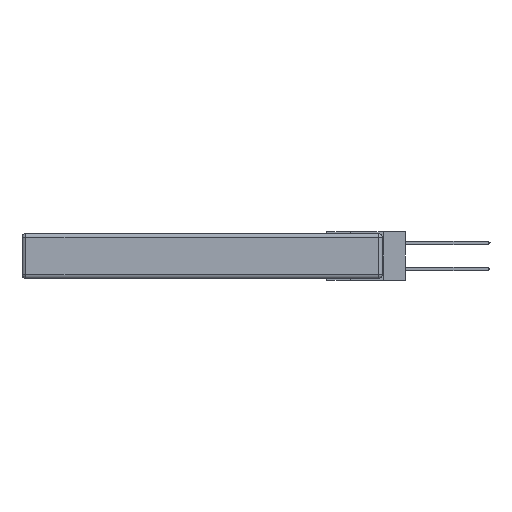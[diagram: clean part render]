
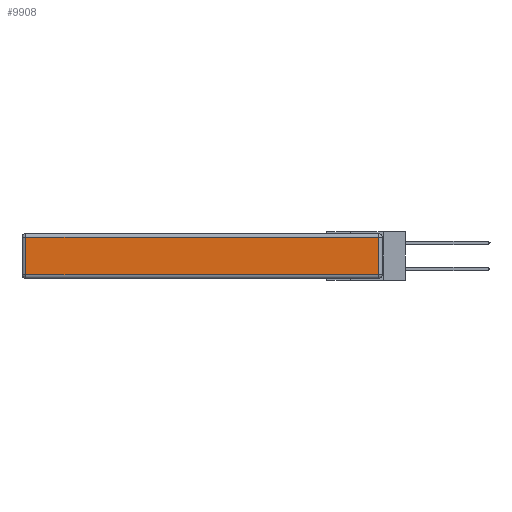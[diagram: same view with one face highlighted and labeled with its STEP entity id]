
A CAD part, left-side view. The second image highlights one B-rep face of the part: STEP entity #9908.
In plain terms, the highlighted planar face has unit normal (-1, 0, 0).
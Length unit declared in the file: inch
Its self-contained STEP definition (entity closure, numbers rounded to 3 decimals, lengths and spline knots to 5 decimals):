
#1154 = CARTESIAN_POINT ( 'NONE',  ( 0., 0.03, -0.343 ) ) ;
#2181 = CARTESIAN_POINT ( 'NONE',  ( 0., 0., -0.343 ) ) ;
#2255 = VERTEX_POINT ( 'NONE', #17705 ) ;
#4037 = DIRECTION ( 'NONE',  ( 0., 1., 0. ) ) ;
#4996 = ORIENTED_EDGE ( 'NONE', *, *, #15082, .T. ) ;
#7503 = CARTESIAN_POINT ( 'NONE',  ( 0., 2.72, -0.313 ) ) ;
#8760 = EDGE_CURVE ( 'NONE', #14793, #30273, #14267, .T. ) ;
#8927 = LINE ( 'NONE', #1154, #31237 ) ;
#9908 = ADVANCED_FACE ( 'NONE', ( #18961 ), #24945, .T. ) ;
#10186 = LINE ( 'NONE', #29185, #30119 ) ;
#12198 = VERTEX_POINT ( 'NONE', #25767 ) ;
#14267 = LINE ( 'NONE', #19995, #20233 ) ;
#14793 = VERTEX_POINT ( 'NONE', #7503 ) ;
#15082 = EDGE_CURVE ( 'NONE', #12198, #2255, #10186, .T. ) ;
#17654 = VECTOR ( 'NONE', #24156, 39.37008 ) ;
#17705 = CARTESIAN_POINT ( 'NONE',  ( 0., 2.72, -0.03 ) ) ;
#18605 = EDGE_LOOP ( 'NONE', ( #30978, #18894, #4996, #22689 ) ) ;
#18894 = ORIENTED_EDGE ( 'NONE', *, *, #22345, .T. ) ;
#18961 = FACE_OUTER_BOUND ( 'NONE', #18605, .T. ) ;
#19995 = CARTESIAN_POINT ( 'NONE',  ( 0., 0., -0.313 ) ) ;
#20233 = VECTOR ( 'NONE', #22567, 39.37008 ) ;
#21768 = DIRECTION ( 'NONE',  ( 0., 0., 1. ) ) ;
#21963 = EDGE_CURVE ( 'NONE', #2255, #14793, #22080, .T. ) ;
#22080 = LINE ( 'NONE', #26400, #17654 ) ;
#22345 = EDGE_CURVE ( 'NONE', #30273, #12198, #8927, .T. ) ;
#22567 = DIRECTION ( 'NONE',  ( 0., -1., 0. ) ) ;
#22689 = ORIENTED_EDGE ( 'NONE', *, *, #21963, .T. ) ;
#24156 = DIRECTION ( 'NONE',  ( 0., 0., -1. ) ) ;
#24945 = PLANE ( 'NONE',  #28652 ) ;
#25071 = DIRECTION ( 'NONE',  ( -1., 0., 0. ) ) ;
#25767 = CARTESIAN_POINT ( 'NONE',  ( 0., 0.03, -0.03 ) ) ;
#26400 = CARTESIAN_POINT ( 'NONE',  ( 0., 2.72, -0.343 ) ) ;
#27082 = DIRECTION ( 'NONE',  ( 0., 0., 1. ) ) ;
#28652 = AXIS2_PLACEMENT_3D ( 'NONE', #2181, #25071, #27082 ) ;
#29185 = CARTESIAN_POINT ( 'NONE',  ( 0., 2.75, -0.03 ) ) ;
#29806 = CARTESIAN_POINT ( 'NONE',  ( 0., 0.03, -0.313 ) ) ;
#30119 = VECTOR ( 'NONE', #4037, 39.37008 ) ;
#30273 = VERTEX_POINT ( 'NONE', #29806 ) ;
#30978 = ORIENTED_EDGE ( 'NONE', *, *, #8760, .T. ) ;
#31237 = VECTOR ( 'NONE', #21768, 39.37008 ) ;
